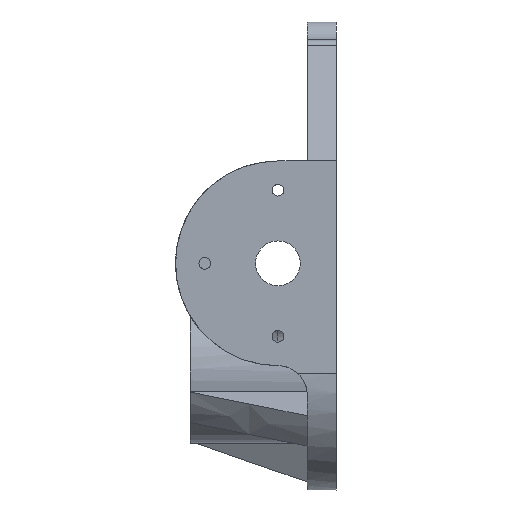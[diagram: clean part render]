
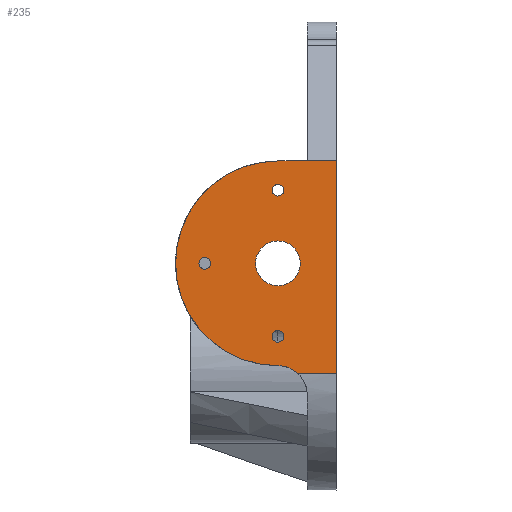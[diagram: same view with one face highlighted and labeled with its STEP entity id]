
A CAD part, front view. The second image highlights one B-rep face of the part: STEP entity #235.
In plain terms, the highlighted planar face has unit normal (0, -1, 0).
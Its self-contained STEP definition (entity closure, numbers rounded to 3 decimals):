
#73 = VERTEX_POINT ( 'NONE', #2758 ) ;
#89 = PLANE ( 'NONE',  #4337 ) ;
#235 = ADVANCED_FACE ( 'NONE', ( #861, #807, #3716, #1545, #1603 ), #89, .F. ) ;
#250 = DIRECTION ( 'NONE',  ( -1., 0., 0. ) ) ;
#257 = CIRCLE ( 'NONE', #3616, 2. ) ;
#329 = VERTEX_POINT ( 'NONE', #913 ) ;
#335 = CARTESIAN_POINT ( 'NONE',  ( -10., -40., 37.5 ) ) ;
#359 = CIRCLE ( 'NONE', #4328, 7.65 ) ;
#380 = DIRECTION ( 'NONE',  ( 0., 1., 0. ) ) ;
#403 = EDGE_CURVE ( 'NONE', #969, #3723, #723, .T. ) ;
#526 = CIRCLE ( 'NONE', #1467, 2. ) ;
#590 = DIRECTION ( 'NONE',  ( 0., -1., 0. ) ) ;
#616 = CARTESIAN_POINT ( 'NONE',  ( 10., -40., 0. ) ) ;
#723 = CIRCLE ( 'NONE', #3747, 7.65 ) ;
#746 = EDGE_CURVE ( 'NONE', #965, #3771, #3143, .T. ) ;
#786 = ORIENTED_EDGE ( 'NONE', *, *, #1027, .F. ) ;
#803 = LINE ( 'NONE', #1485, #4283 ) ;
#807 = FACE_BOUND ( 'NONE', #2515, .T. ) ;
#840 = CARTESIAN_POINT ( 'NONE',  ( -35., -40., 37.5 ) ) ;
#861 = FACE_BOUND ( 'NONE', #2905, .T. ) ;
#893 = VERTEX_POINT ( 'NONE', #4069 ) ;
#900 = DIRECTION ( 'NONE',  ( 0., 0., -1. ) ) ;
#913 = CARTESIAN_POINT ( 'NONE',  ( -35., -40., 35.5 ) ) ;
#965 = VERTEX_POINT ( 'NONE', #2059 ) ;
#969 = VERTEX_POINT ( 'NONE', #2387 ) ;
#989 = CIRCLE ( 'NONE', #1350, 2. ) ;
#1019 = EDGE_CURVE ( 'NONE', #1799, #3746, #3844, .T. ) ;
#1021 = CARTESIAN_POINT ( 'NONE',  ( -10., -40., 2.5 ) ) ;
#1027 = EDGE_CURVE ( 'NONE', #3725, #893, #989, .T. ) ;
#1177 = ORIENTED_EDGE ( 'NONE', *, *, #1299, .F. ) ;
#1183 = VERTEX_POINT ( 'NONE', #1488 ) ;
#1246 = CARTESIAN_POINT ( 'NONE',  ( -3.386, -40., 0. ) ) ;
#1299 = EDGE_CURVE ( 'NONE', #73, #4172, #257, .T. ) ;
#1346 = DIRECTION ( 'NONE',  ( 0., 0., -1. ) ) ;
#1350 = AXIS2_PLACEMENT_3D ( 'NONE', #1673, #4478, #1346 ) ;
#1423 = EDGE_LOOP ( 'NONE', ( #1177, #4270 ) ) ;
#1467 = AXIS2_PLACEMENT_3D ( 'NONE', #2234, #3654, #2284 ) ;
#1471 = DIRECTION ( 'NONE',  ( 0., -1., 0. ) ) ;
#1485 = CARTESIAN_POINT ( 'NONE',  ( 10., -40., 0. ) ) ;
#1488 = CARTESIAN_POINT ( 'NONE',  ( 0., -40., 72.5 ) ) ;
#1497 = DIRECTION ( 'NONE',  ( 0., 0., 1. ) ) ;
#1498 = ORIENTED_EDGE ( 'NONE', *, *, #3525, .F. ) ;
#1511 = VERTEX_POINT ( 'NONE', #4029 ) ;
#1544 = DIRECTION ( 'NONE',  ( 0., -1., 0. ) ) ;
#1545 = FACE_OUTER_BOUND ( 'NONE', #4278, .T. ) ;
#1576 = VERTEX_POINT ( 'NONE', #1246 ) ;
#1587 = CIRCLE ( 'NONE', #4372, 2. ) ;
#1603 = FACE_BOUND ( 'NONE', #4398, .T. ) ;
#1613 = ORIENTED_EDGE ( 'NONE', *, *, #4096, .T. ) ;
#1614 = CARTESIAN_POINT ( 'NONE',  ( -10., -40., 37.5 ) ) ;
#1672 = CARTESIAN_POINT ( 'NONE',  ( -10., -40., 29.85 ) ) ;
#1673 = CARTESIAN_POINT ( 'NONE',  ( -10., -40., 12.5 ) ) ;
#1685 = CARTESIAN_POINT ( 'NONE',  ( -10., -40., 72.5 ) ) ;
#1706 = LINE ( 'NONE', #1685, #2494 ) ;
#1712 = LINE ( 'NONE', #3396, #4322 ) ;
#1747 = CARTESIAN_POINT ( 'NONE',  ( -10., -40., 64.5 ) ) ;
#1799 = VERTEX_POINT ( 'NONE', #4418 ) ;
#1848 = DIRECTION ( 'NONE',  ( 0., -1., 0. ) ) ;
#1859 = DIRECTION ( 'NONE',  ( -1., 0., 0. ) ) ;
#1943 = CARTESIAN_POINT ( 'NONE',  ( 10., -40., 0. ) ) ;
#1949 = CIRCLE ( 'NONE', #2026, 2. ) ;
#1958 = ORIENTED_EDGE ( 'NONE', *, *, #1019, .F. ) ;
#2014 = CARTESIAN_POINT ( 'NONE',  ( -10., -40., 37.5 ) ) ;
#2026 = AXIS2_PLACEMENT_3D ( 'NONE', #2049, #3444, #2766 ) ;
#2049 = CARTESIAN_POINT ( 'NONE',  ( -35., -40., 37.5 ) ) ;
#2059 = CARTESIAN_POINT ( 'NONE',  ( -10., -40., 72.5 ) ) ;
#2150 = VECTOR ( 'NONE', #3421, 1000. ) ;
#2213 = DIRECTION ( 'NONE',  ( 0., 0., 1. ) ) ;
#2234 = CARTESIAN_POINT ( 'NONE',  ( -10., -40., 12.5 ) ) ;
#2284 = DIRECTION ( 'NONE',  ( 0., 0., -1. ) ) ;
#2317 = DIRECTION ( 'NONE',  ( 0., -1., 0. ) ) ;
#2332 = ORIENTED_EDGE ( 'NONE', *, *, #3246, .F. ) ;
#2358 = AXIS2_PLACEMENT_3D ( 'NONE', #335, #1471, #1497 ) ;
#2368 = EDGE_CURVE ( 'NONE', #3746, #1576, #803, .T. ) ;
#2386 = CARTESIAN_POINT ( 'NONE',  ( 10., -40., 0. ) ) ;
#2387 = CARTESIAN_POINT ( 'NONE',  ( -10., -40., 45.15 ) ) ;
#2414 = ORIENTED_EDGE ( 'NONE', *, *, #2368, .F. ) ;
#2462 = EDGE_CURVE ( 'NONE', #893, #3725, #526, .T. ) ;
#2494 = VECTOR ( 'NONE', #4132, 1000. ) ;
#2515 = EDGE_LOOP ( 'NONE', ( #2642, #786 ) ) ;
#2577 = DIRECTION ( 'NONE',  ( 0., -1., 0. ) ) ;
#2642 = ORIENTED_EDGE ( 'NONE', *, *, #2462, .F. ) ;
#2701 = ORIENTED_EDGE ( 'NONE', *, *, #3813, .T. ) ;
#2758 = CARTESIAN_POINT ( 'NONE',  ( -10., -40., 60.5 ) ) ;
#2766 = DIRECTION ( 'NONE',  ( 0., 0., -1. ) ) ;
#2772 = CARTESIAN_POINT ( 'NONE',  ( -10., -40., 14.5 ) ) ;
#2905 = EDGE_LOOP ( 'NONE', ( #3601, #2332 ) ) ;
#2907 = ORIENTED_EDGE ( 'NONE', *, *, #403, .F. ) ;
#2939 = DIRECTION ( 'NONE',  ( 0., 0., -1. ) ) ;
#3001 = DIRECTION ( 'NONE',  ( 0., 1., 0. ) ) ;
#3143 = CIRCLE ( 'NONE', #2358, 35. ) ;
#3222 = CARTESIAN_POINT ( 'NONE',  ( -10., -40., 62.5 ) ) ;
#3246 = EDGE_CURVE ( 'NONE', #1511, #329, #1949, .T. ) ;
#3295 = ORIENTED_EDGE ( 'NONE', *, *, #4127, .T. ) ;
#3341 = AXIS2_PLACEMENT_3D ( 'NONE', #3431, #380, #4246 ) ;
#3391 = CARTESIAN_POINT ( 'NONE',  ( -10., -40., 62.5 ) ) ;
#3396 = CARTESIAN_POINT ( 'NONE',  ( 10., -40., 72.5 ) ) ;
#3414 = DIRECTION ( 'NONE',  ( 0., 0., -1. ) ) ;
#3421 = DIRECTION ( 'NONE',  ( 0., 0., -1. ) ) ;
#3431 = CARTESIAN_POINT ( 'NONE',  ( -10., -40., -7.5 ) ) ;
#3444 = DIRECTION ( 'NONE',  ( 0., -1., 0. ) ) ;
#3525 = EDGE_CURVE ( 'NONE', #3723, #969, #359, .T. ) ;
#3601 = ORIENTED_EDGE ( 'NONE', *, *, #3630, .F. ) ;
#3616 = AXIS2_PLACEMENT_3D ( 'NONE', #3391, #1544, #4010 ) ;
#3630 = EDGE_CURVE ( 'NONE', #329, #1511, #4411, .T. ) ;
#3654 = DIRECTION ( 'NONE',  ( 0., -1., 0. ) ) ;
#3716 = FACE_BOUND ( 'NONE', #1423, .T. ) ;
#3723 = VERTEX_POINT ( 'NONE', #1672 ) ;
#3725 = VERTEX_POINT ( 'NONE', #2772 ) ;
#3746 = VERTEX_POINT ( 'NONE', #2386 ) ;
#3747 = AXIS2_PLACEMENT_3D ( 'NONE', #2014, #590, #3414 ) ;
#3771 = VERTEX_POINT ( 'NONE', #1021 ) ;
#3813 = EDGE_CURVE ( 'NONE', #1799, #1183, #1712, .T. ) ;
#3844 = LINE ( 'NONE', #616, #2150 ) ;
#4010 = DIRECTION ( 'NONE',  ( 0., 0., -1. ) ) ;
#4029 = CARTESIAN_POINT ( 'NONE',  ( -35., -40., 39.5 ) ) ;
#4044 = DIRECTION ( 'NONE',  ( 0., 0., -1. ) ) ;
#4069 = CARTESIAN_POINT ( 'NONE',  ( -10., -40., 10.5 ) ) ;
#4096 = EDGE_CURVE ( 'NONE', #1183, #965, #1706, .T. ) ;
#4127 = EDGE_CURVE ( 'NONE', #3771, #1576, #4223, .T. ) ;
#4132 = DIRECTION ( 'NONE',  ( -1., 0., 0. ) ) ;
#4172 = VERTEX_POINT ( 'NONE', #1747 ) ;
#4223 = CIRCLE ( 'NONE', #3341, 10. ) ;
#4246 = DIRECTION ( 'NONE',  ( 0., 0., 1. ) ) ;
#4270 = ORIENTED_EDGE ( 'NONE', *, *, #4416, .F. ) ;
#4278 = EDGE_LOOP ( 'NONE', ( #4512, #3295, #2414, #1958, #2701, #1613 ) ) ;
#4283 = VECTOR ( 'NONE', #1859, 1000. ) ;
#4322 = VECTOR ( 'NONE', #250, 1000. ) ;
#4328 = AXIS2_PLACEMENT_3D ( 'NONE', #1614, #1848, #900 ) ;
#4337 = AXIS2_PLACEMENT_3D ( 'NONE', #1943, #3001, #2213 ) ;
#4372 = AXIS2_PLACEMENT_3D ( 'NONE', #3222, #2577, #2939 ) ;
#4398 = EDGE_LOOP ( 'NONE', ( #1498, #2907 ) ) ;
#4411 = CIRCLE ( 'NONE', #4545, 2. ) ;
#4416 = EDGE_CURVE ( 'NONE', #4172, #73, #1587, .T. ) ;
#4418 = CARTESIAN_POINT ( 'NONE',  ( 10., -40., 72.5 ) ) ;
#4478 = DIRECTION ( 'NONE',  ( 0., -1., 0. ) ) ;
#4512 = ORIENTED_EDGE ( 'NONE', *, *, #746, .T. ) ;
#4545 = AXIS2_PLACEMENT_3D ( 'NONE', #840, #2317, #4044 ) ;
